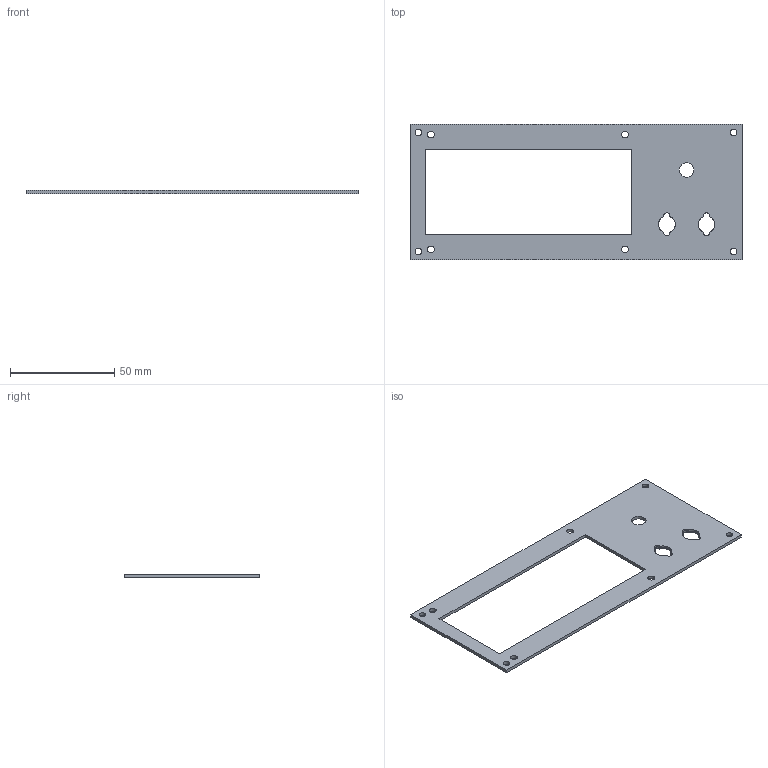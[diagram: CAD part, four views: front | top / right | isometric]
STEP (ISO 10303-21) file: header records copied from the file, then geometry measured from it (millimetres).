
FILE_DESCRIPTION(('PCB Model'),'2;1');
FILE_NAME('FRONT PANEL_test2.STEP','2021-03-31T18:12:38',('guigur'),('Unspecified'), 'Open CASCADE STEP processor 6.8','Proteus','Unknown');
FILE_SCHEMA(('AUTOMOTIVE_DESIGN { 1 0 10303 214 1 1 1 1 }'));
Length unit declared in the file: millimetre
Products named in the file (2): Open CASCADE STEP translator 6.8 2; Layer_1
Assembly tree (1 placements, depth 2):
  Open CASCADE STEP translator 6.8 2
    Layer_1
Bounding box: 159 x 65 x 1.55 mm (x, y, z)
Volume: 9388.2 mm3; surface area: 13492.9 mm2
Topology: 1 solids, 1 shells, 220 faces, 654 edges, 436 vertices
Faces by surface type: plane 202, cylinder 18
Entity records: 7344 total; most frequent: CARTESIAN_POINT 1321, ORIENTED_EDGE 1308, DIRECTION 1125, EDGE_CURVE 654, LINE 609, VECTOR 609, VERTEX_POINT 436, AXIS2_PLACEMENT_3D 258
